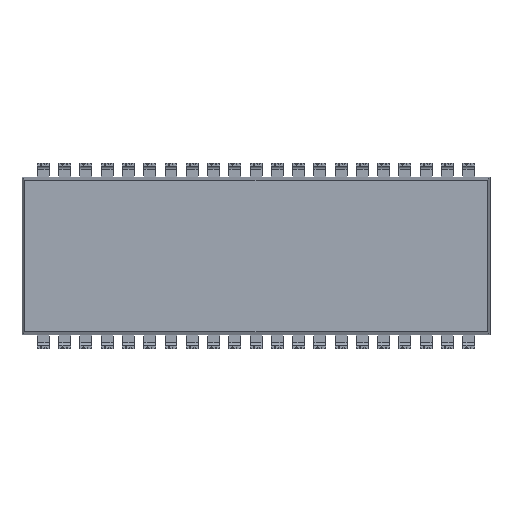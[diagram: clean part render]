
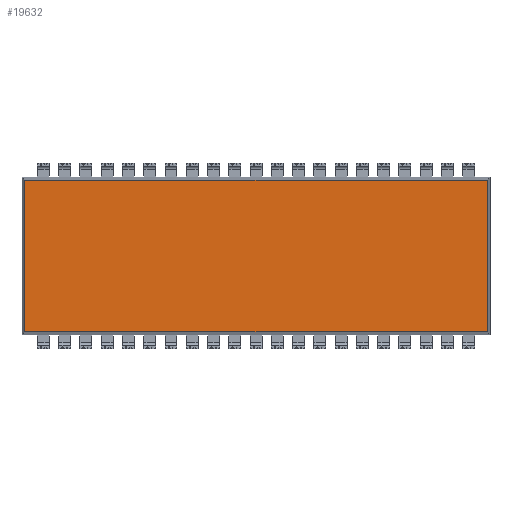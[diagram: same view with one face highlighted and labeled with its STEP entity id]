
A CAD part, front view. The second image highlights one B-rep face of the part: STEP entity #19632.
In plain terms, the highlighted planar face has unit normal (0, -1, 0).
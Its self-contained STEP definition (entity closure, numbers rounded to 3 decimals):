
#16=DIRECTION('',(0.,0.,-1.));
#17=VECTOR('',#16,12.7);
#18=CARTESIAN_POINT('',(-19.315,0.,6.35));
#19=LINE('',#18,#17);
#24=DIRECTION('',(-1.,0.,0.));
#25=VECTOR('',#24,38.63);
#26=CARTESIAN_POINT('',(19.315,0.,6.35));
#27=LINE('',#26,#25);
#31=DIRECTION('',(0.,0.,1.));
#32=VECTOR('',#31,12.7);
#33=CARTESIAN_POINT('',(19.315,0.,-6.35));
#34=LINE('',#33,#32);
#38=DIRECTION('',(1.,0.,0.));
#39=VECTOR('',#38,38.63);
#40=CARTESIAN_POINT('',(-19.315,0.,-6.35));
#41=LINE('',#40,#39);
#16521=CARTESIAN_POINT('',(-19.315,0.,6.35));
#16522=CARTESIAN_POINT('',(-19.315,0.,-6.35));
#16523=VERTEX_POINT('',#16521);
#16524=VERTEX_POINT('',#16522);
#16537=CARTESIAN_POINT('',(19.315,0.,-6.35));
#16538=CARTESIAN_POINT('',(19.315,0.,6.35));
#16539=VERTEX_POINT('',#16537);
#16540=VERTEX_POINT('',#16538);
#19617=CARTESIAN_POINT('',(0.,0.,0.));
#19618=DIRECTION('',(0.,1.,0.));
#19619=DIRECTION('',(1.,0.,0.));
#19620=AXIS2_PLACEMENT_3D('',#19617,#19618,#19619);
#19621=PLANE('',#19620);
#19623=ORIENTED_EDGE('',*,*,#19622,.F.);
#19625=ORIENTED_EDGE('',*,*,#19624,.F.);
#19627=ORIENTED_EDGE('',*,*,#19626,.F.);
#19629=ORIENTED_EDGE('',*,*,#19628,.F.);
#19630=EDGE_LOOP('',(#19623,#19625,#19627,#19629));
#19631=FACE_OUTER_BOUND('',#19630,.F.);
#19632=ADVANCED_FACE('',(#19631),#19621,.F.);
#19622=EDGE_CURVE('',#16523,#16524,#19,.T.);
#19624=EDGE_CURVE('',#16540,#16523,#27,.T.);
#19626=EDGE_CURVE('',#16539,#16540,#34,.T.);
#19628=EDGE_CURVE('',#16524,#16539,#41,.T.);
